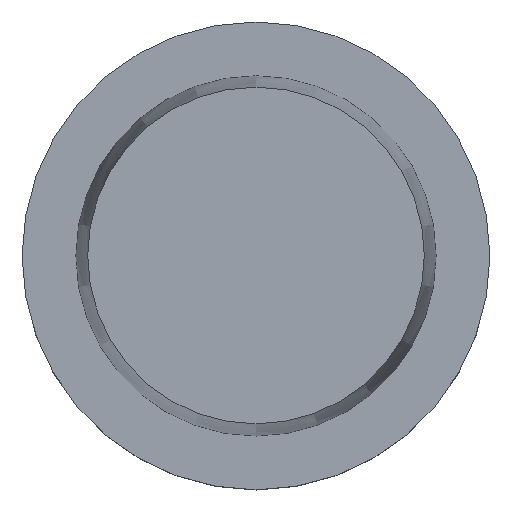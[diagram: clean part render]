
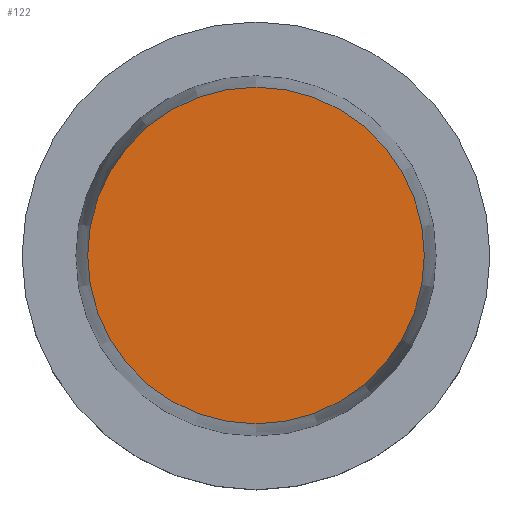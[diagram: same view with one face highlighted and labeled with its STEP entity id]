
A CAD part, top view. The second image highlights one B-rep face of the part: STEP entity #122.
In plain terms, the highlighted planar face has unit normal (0, 0, 1).
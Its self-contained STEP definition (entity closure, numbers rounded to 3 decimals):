
#109=EDGE_CURVE('Unnamed[1]',#265,#265,#266,.T.);
#122=ADVANCED_FACE('Unnamed[1]',(#285),#286,.T.);
#265=VERTEX_POINT('',#474);
#266=CIRCLE('',#475,44.978);
#285=FACE_OUTER_BOUND('',#499,.T.);
#286=PLANE('',#500);
#474=CARTESIAN_POINT('',(0.,44.978,63.));
#475=AXIS2_PLACEMENT_3D('',#703,#704,#705);
#499=EDGE_LOOP('',(#725));
#500=AXIS2_PLACEMENT_3D('',#726,#727,#728);
#703=CARTESIAN_POINT('',(0.,0.,63.0));
#704=DIRECTION('',(0.,0.,-1.0));
#705=DIRECTION('',(0.,1.0,0.));
#725=ORIENTED_EDGE('',*,*,#109,.F.);
#726=CARTESIAN_POINT('',(0.,22.489,63.));
#727=DIRECTION('',(0.,0.,1.0));
#728=DIRECTION('',(0.,-1.0,0.));
